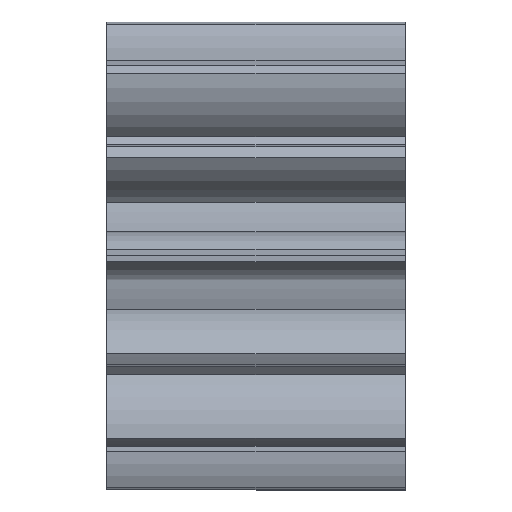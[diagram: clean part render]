
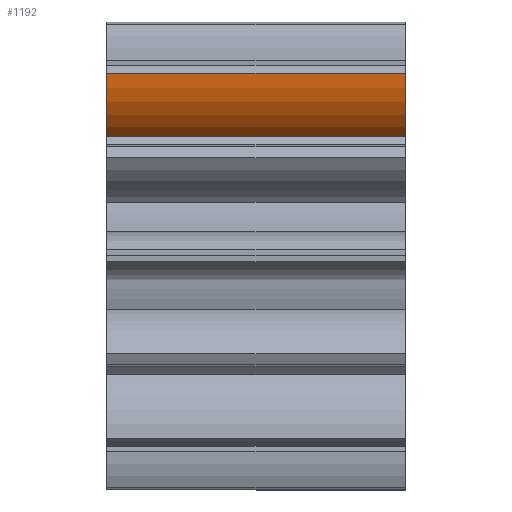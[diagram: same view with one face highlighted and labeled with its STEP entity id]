
A CAD part, top view. The second image highlights one B-rep face of the part: STEP entity #1192.
In plain terms, the highlighted cylindrical face has radius 1.4 mm (diameter 2.8 mm), a partial arc.
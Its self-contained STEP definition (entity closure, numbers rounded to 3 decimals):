
#47 = CARTESIAN_POINT ( 'NONE',  ( 20.199, 7.462, -7.117 ) ) ;
#60 = DIRECTION ( 'NONE',  ( 0., 0., 1. ) ) ;
#116 = CARTESIAN_POINT ( 'NONE',  ( 15.199, 7.462, -7.117 ) ) ;
#175 = AXIS2_PLACEMENT_3D ( 'NONE', #1593, #1227, #60 ) ;
#185 = VERTEX_POINT ( 'NONE', #1631 ) ;
#305 = ORIENTED_EDGE ( 'NONE', *, *, #371, .T. ) ;
#317 = CIRCLE ( 'NONE', #1570, 1.4 ) ;
#371 = EDGE_CURVE ( 'NONE', #2118, #1329, #317, .T. ) ;
#512 = ORIENTED_EDGE ( 'NONE', *, *, #1079, .T. ) ;
#549 = VECTOR ( 'NONE', #1928, 1000. ) ;
#575 = DIRECTION ( 'NONE',  ( 0., 0.782, -0.623 ) ) ;
#576 = CARTESIAN_POINT ( 'NONE',  ( 20.199, 6.385, -6.223 ) ) ;
#604 = AXIS2_PLACEMENT_3D ( 'NONE', #116, #1312, #1156 ) ;
#651 = EDGE_LOOP ( 'NONE', ( #512, #1401, #1699, #305 ) ) ;
#668 = CARTESIAN_POINT ( 'NONE',  ( 15.199, 6.385, -6.223 ) ) ;
#856 = DIRECTION ( 'NONE',  ( -1., 0., 0. ) ) ;
#883 = DIRECTION ( 'NONE',  ( -1., 0., 0. ) ) ;
#906 = LINE ( 'NONE', #576, #549 ) ;
#958 = VERTEX_POINT ( 'NONE', #668 ) ;
#1079 = EDGE_CURVE ( 'NONE', #1329, #185, #1707, .T. ) ;
#1156 = DIRECTION ( 'NONE',  ( 0., 0.782, -0.623 ) ) ;
#1165 = EDGE_CURVE ( 'NONE', #2118, #958, #906, .T. ) ;
#1192 = ADVANCED_FACE ( 'NONE', ( #1430 ), #1613, .T. ) ;
#1227 = DIRECTION ( 'NONE',  ( -1., 0., 0. ) ) ;
#1294 = VECTOR ( 'NONE', #856, 1000. ) ;
#1312 = DIRECTION ( 'NONE',  ( -1., 0., 0. ) ) ;
#1329 = VERTEX_POINT ( 'NONE', #2159 ) ;
#1369 = EDGE_CURVE ( 'NONE', #958, #185, #1572, .T. ) ;
#1401 = ORIENTED_EDGE ( 'NONE', *, *, #1369, .F. ) ;
#1430 = FACE_OUTER_BOUND ( 'NONE', #651, .T. ) ;
#1533 = CARTESIAN_POINT ( 'NONE',  ( 17.699, 7.451, -5.717 ) ) ;
#1570 = AXIS2_PLACEMENT_3D ( 'NONE', #47, #883, #575 ) ;
#1572 = CIRCLE ( 'NONE', #604, 1.4 ) ;
#1593 = CARTESIAN_POINT ( 'NONE',  ( 20.199, 7.462, -7.117 ) ) ;
#1613 = CYLINDRICAL_SURFACE ( 'NONE', #175, 1.4 ) ;
#1631 = CARTESIAN_POINT ( 'NONE',  ( 15.199, 7.451, -5.717 ) ) ;
#1699 = ORIENTED_EDGE ( 'NONE', *, *, #1165, .F. ) ;
#1707 = LINE ( 'NONE', #1533, #1294 ) ;
#1928 = DIRECTION ( 'NONE',  ( -1., 0., 0. ) ) ;
#2101 = CARTESIAN_POINT ( 'NONE',  ( 20.199, 6.385, -6.223 ) ) ;
#2118 = VERTEX_POINT ( 'NONE', #2101 ) ;
#2159 = CARTESIAN_POINT ( 'NONE',  ( 20.199, 7.451, -5.717 ) ) ;
